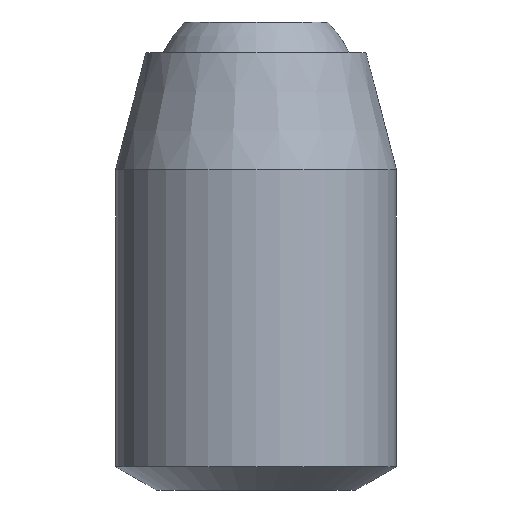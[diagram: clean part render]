
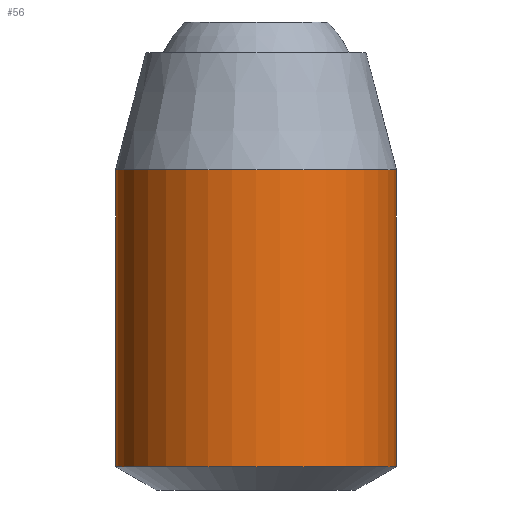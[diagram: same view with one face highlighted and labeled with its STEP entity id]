
A CAD part, front view. The second image highlights one B-rep face of the part: STEP entity #56.
In plain terms, the highlighted cylindrical face has radius 6 mm (diameter 12 mm), a full revolution.
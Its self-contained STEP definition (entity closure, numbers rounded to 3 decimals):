
#56 = ADVANCED_FACE( '', ( #122, #123 ), #124, .T. );
#122 = FACE_OUTER_BOUND( '', #196, .T. );
#123 = FACE_OUTER_BOUND( '', #197, .T. );
#124 = CYLINDRICAL_SURFACE( '', #198, 6. );
#196 = EDGE_LOOP( '', ( #289 ) );
#197 = EDGE_LOOP( '', ( #290 ) );
#198 = AXIS2_PLACEMENT_3D( '', #291, #292, #293 );
#289 = ORIENTED_EDGE( '', *, *, #420, .T. );
#290 = ORIENTED_EDGE( '', *, *, #418, .T. );
#291 = CARTESIAN_POINT( '', ( 0., 0., 18.68 ) );
#292 = DIRECTION( '', ( 0., 0., 1. ) );
#293 = DIRECTION( '', ( -1., 0., 0. ) );
#418 = EDGE_CURVE( '', #487, #487, #488, .F. );
#420 = EDGE_CURVE( '', #490, #490, #491, .T. );
#487 = VERTEX_POINT( '', #575 );
#488 = CIRCLE( '', #576, 6. );
#490 = VERTEX_POINT( '', #578 );
#491 = CIRCLE( '', #579, 6. );
#575 = CARTESIAN_POINT( '', ( 6., 0., 13.68 ) );
#576 = AXIS2_PLACEMENT_3D( '', #668, #669, #670 );
#578 = CARTESIAN_POINT( '', ( 6., 0., 1. ) );
#579 = AXIS2_PLACEMENT_3D( '', #671, #672, #673 );
#668 = CARTESIAN_POINT( '', ( 0., 0., 13.68 ) );
#669 = DIRECTION( '', ( 0., 0., 1. ) );
#670 = DIRECTION( '', ( 1., 0., 0. ) );
#671 = CARTESIAN_POINT( '', ( 0., 0., 1. ) );
#672 = DIRECTION( '', ( 0., 0., 1. ) );
#673 = DIRECTION( '', ( 1., 0., 0. ) );
